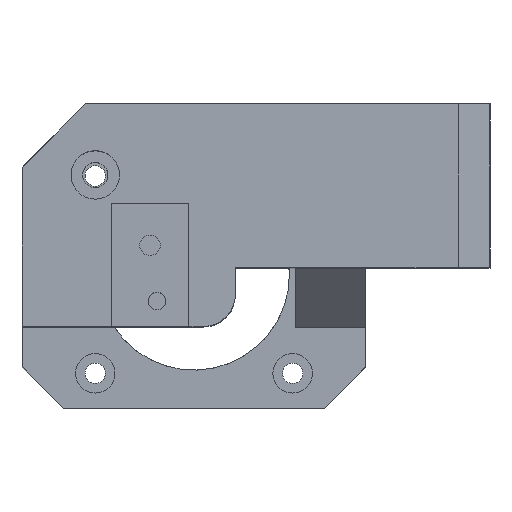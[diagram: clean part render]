
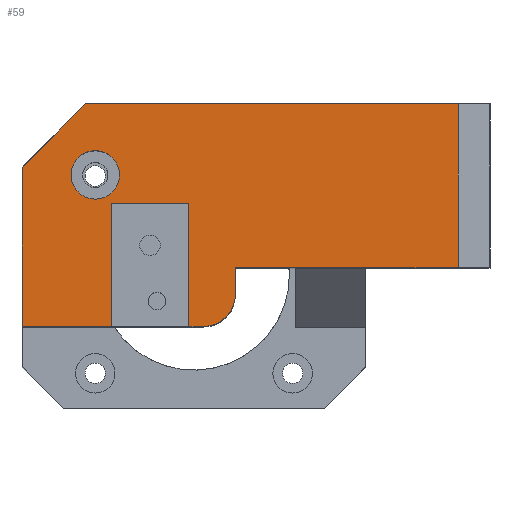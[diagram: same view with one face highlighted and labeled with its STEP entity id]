
A CAD part, top view. The second image highlights one B-rep face of the part: STEP entity #59.
In plain terms, the highlighted planar face has unit normal (0, 0, 1).
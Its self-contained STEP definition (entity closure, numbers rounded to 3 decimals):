
#21 = EDGE_CURVE('',#22,#24,#26,.T.);
#22 = VERTEX_POINT('',#23);
#23 = CARTESIAN_POINT('',(81.141,976.278,47.945));
#24 = VERTEX_POINT('',#25);
#25 = CARTESIAN_POINT('',(86.141,981.278,47.945));
#26 = CIRCLE('',#27,5.);
#27 = AXIS2_PLACEMENT_3D('',#28,#29,#30);
#28 = CARTESIAN_POINT('',(81.141,981.278,47.945));
#29 = DIRECTION('',(0.,0.,1.));
#30 = DIRECTION('',(1.,0.,0.));
#59 = ADVANCED_FACE('',(#60,#149),#160,.T.);
#60 = FACE_BOUND('',#61,.T.);
#61 = EDGE_LOOP('',(#62,#72,#80,#88,#96,#104,#112,#120,#126,#127,#135,
    #143));
#62 = ORIENTED_EDGE('',*,*,#63,.F.);
#63 = EDGE_CURVE('',#64,#66,#68,.T.);
#64 = VERTEX_POINT('',#65);
#65 = CARTESIAN_POINT('',(62.691,1011.278,47.945));
#66 = VERTEX_POINT('',#67);
#67 = CARTESIAN_POINT('',(121.141,1011.278,47.945));
#68 = LINE('',#69,#70);
#69 = CARTESIAN_POINT('',(98.156,1011.278,47.945));
#70 = VECTOR('',#71,1.);
#71 = DIRECTION('',(1.,0.,0.));
#72 = ORIENTED_EDGE('',*,*,#73,.T.);
#73 = EDGE_CURVE('',#64,#74,#76,.T.);
#74 = VERTEX_POINT('',#75);
#75 = CARTESIAN_POINT('',(52.641,1001.228,47.945));
#76 = LINE('',#77,#78);
#77 = CARTESIAN_POINT('',(64.7,1013.288,47.945));
#78 = VECTOR('',#79,1.);
#79 = DIRECTION('',(-0.707,-0.707,0.));
#80 = ORIENTED_EDGE('',*,*,#81,.T.);
#81 = EDGE_CURVE('',#74,#82,#84,.T.);
#82 = VERTEX_POINT('',#83);
#83 = CARTESIAN_POINT('',(52.641,976.278,47.945));
#84 = LINE('',#85,#86);
#85 = CARTESIAN_POINT('',(52.641,981.328,47.945));
#86 = VECTOR('',#87,1.);
#87 = DIRECTION('',(0.,-1.,0.));
#88 = ORIENTED_EDGE('',*,*,#89,.T.);
#89 = EDGE_CURVE('',#82,#90,#92,.T.);
#90 = VERTEX_POINT('',#91);
#91 = CARTESIAN_POINT('',(66.651,976.278,47.945));
#92 = LINE('',#93,#94);
#93 = CARTESIAN_POINT('',(66.426,976.278,47.945));
#94 = VECTOR('',#95,1.);
#95 = DIRECTION('',(1.,0.,0.));
#96 = ORIENTED_EDGE('',*,*,#97,.F.);
#97 = EDGE_CURVE('',#98,#90,#100,.T.);
#98 = VERTEX_POINT('',#99);
#99 = CARTESIAN_POINT('',(66.651,995.528,47.945));
#100 = LINE('',#101,#102);
#101 = CARTESIAN_POINT('',(66.651,991.676,47.945));
#102 = VECTOR('',#103,1.);
#103 = DIRECTION('',(0.,-1.,0.));
#104 = ORIENTED_EDGE('',*,*,#105,.F.);
#105 = EDGE_CURVE('',#106,#98,#108,.T.);
#106 = VERTEX_POINT('',#107);
#107 = CARTESIAN_POINT('',(78.841,995.528,47.945));
#108 = LINE('',#109,#110);
#109 = CARTESIAN_POINT('',(78.626,995.528,47.945));
#110 = VECTOR('',#111,1.);
#111 = DIRECTION('',(-1.,0.,0.));
#112 = ORIENTED_EDGE('',*,*,#113,.F.);
#113 = EDGE_CURVE('',#114,#106,#116,.T.);
#114 = VERTEX_POINT('',#115);
#115 = CARTESIAN_POINT('',(78.841,976.278,47.945));
#116 = LINE('',#117,#118);
#117 = CARTESIAN_POINT('',(78.841,985.528,47.945));
#118 = VECTOR('',#119,1.);
#119 = DIRECTION('',(0.,1.,0.));
#120 = ORIENTED_EDGE('',*,*,#121,.F.);
#121 = EDGE_CURVE('',#22,#114,#122,.T.);
#122 = LINE('',#123,#124);
#123 = CARTESIAN_POINT('',(78.846,976.278,47.945));
#124 = VECTOR('',#125,1.);
#125 = DIRECTION('',(-1.,0.,0.));
#126 = ORIENTED_EDGE('',*,*,#21,.T.);
#127 = ORIENTED_EDGE('',*,*,#128,.T.);
#128 = EDGE_CURVE('',#24,#129,#131,.T.);
#129 = VERTEX_POINT('',#130);
#130 = CARTESIAN_POINT('',(86.141,985.528,47.945));
#131 = LINE('',#132,#133);
#132 = CARTESIAN_POINT('',(86.141,976.278,47.945));
#133 = VECTOR('',#134,1.);
#134 = DIRECTION('',(0.,1.,0.));
#135 = ORIENTED_EDGE('',*,*,#136,.F.);
#136 = EDGE_CURVE('',#137,#129,#139,.T.);
#137 = VERTEX_POINT('',#138);
#138 = CARTESIAN_POINT('',(121.141,985.528,47.945));
#139 = LINE('',#140,#141);
#140 = CARTESIAN_POINT('',(90.997,985.528,47.945));
#141 = VECTOR('',#142,1.);
#142 = DIRECTION('',(-1.,0.,0.));
#143 = ORIENTED_EDGE('',*,*,#144,.T.);
#144 = EDGE_CURVE('',#137,#66,#145,.T.);
#145 = LINE('',#146,#147);
#146 = CARTESIAN_POINT('',(121.141,985.528,47.945));
#147 = VECTOR('',#148,1.);
#148 = DIRECTION('',(0.,1.,0.));
#149 = FACE_BOUND('',#150,.T.);
#150 = EDGE_LOOP('',(#151));
#151 = ORIENTED_EDGE('',*,*,#152,.F.);
#152 = EDGE_CURVE('',#153,#153,#155,.T.);
#153 = VERTEX_POINT('',#154);
#154 = CARTESIAN_POINT('',(67.941,1000.078,47.945));
#155 = CIRCLE('',#156,3.8);
#156 = AXIS2_PLACEMENT_3D('',#157,#158,#159);
#157 = CARTESIAN_POINT('',(64.141,1000.078,47.945));
#158 = DIRECTION('',(0.,0.,1.));
#159 = DIRECTION('',(1.,0.,0.));
#160 = PLANE('',#161);
#161 = AXIS2_PLACEMENT_3D('',#162,#163,#164);
#162 = CARTESIAN_POINT('',(84.168,994.505,47.945));
#163 = DIRECTION('',(0.,0.,1.));
#164 = DIRECTION('',(1.,0.,0.));
